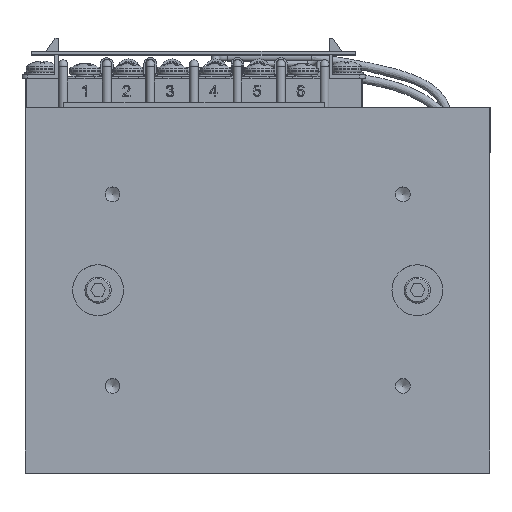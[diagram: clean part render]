
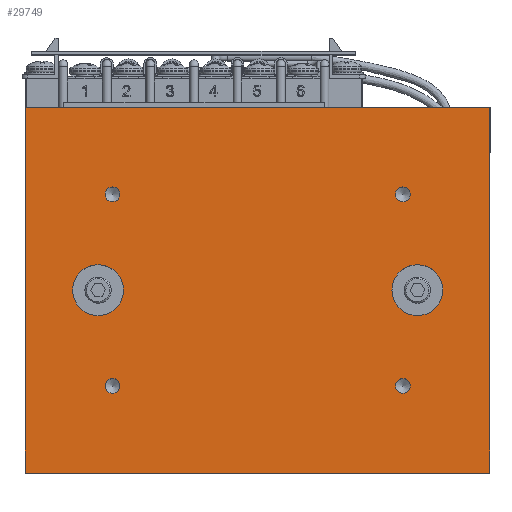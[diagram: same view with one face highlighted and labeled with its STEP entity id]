
A CAD part, top view. The second image highlights one B-rep face of the part: STEP entity #29749.
In plain terms, the highlighted planar face has unit normal (0, 0, 1).
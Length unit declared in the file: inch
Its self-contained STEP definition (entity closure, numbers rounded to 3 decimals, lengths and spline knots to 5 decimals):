
#5210=VECTOR('',#36425,1.);
#5211=VECTOR('',#36426,1.);
#5212=VECTOR('',#36427,1.);
#5213=VECTOR('',#36428,1.);
#7595=LINE('',#53155,#5210);
#7596=LINE('',#53158,#5211);
#7597=LINE('',#53160,#5212);
#7598=LINE('',#53162,#5213);
#8499=PLANE('',#31510);
#11091=VERTEX_POINT('',#53140);
#11094=VERTEX_POINT('',#53148);
#11097=VERTEX_POINT('',#53156);
#11098=VERTEX_POINT('',#53157);
#11099=VERTEX_POINT('',#53159);
#11100=VERTEX_POINT('',#53161);
#11101=VERTEX_POINT('',#53164);
#11102=VERTEX_POINT('',#53166);
#11103=VERTEX_POINT('',#53168);
#11104=VERTEX_POINT('',#53170);
#11899=CIRCLE('',#31501,0.219);
#11902=CIRCLE('',#31506,0.219);
#11905=CIRCLE('',#31511,0.06382);
#11906=CIRCLE('',#31512,0.06382);
#11907=CIRCLE('',#31513,0.06382);
#11908=CIRCLE('',#31514,0.06382);
#15813=EDGE_CURVE('',#11091,#11091,#11899,.T.);
#15816=EDGE_CURVE('',#11094,#11094,#11902,.T.);
#15819=EDGE_CURVE('',#11097,#11098,#7595,.T.);
#15820=EDGE_CURVE('',#11099,#11097,#7596,.T.);
#15821=EDGE_CURVE('',#11100,#11099,#7597,.T.);
#15822=EDGE_CURVE('',#11098,#11100,#7598,.T.);
#15823=EDGE_CURVE('',#11101,#11101,#11905,.T.);
#15824=EDGE_CURVE('',#11102,#11102,#11906,.T.);
#15825=EDGE_CURVE('',#11103,#11103,#11907,.T.);
#15826=EDGE_CURVE('',#11104,#11104,#11908,.T.);
#23776=ORIENTED_EDGE('',*,*,#15819,.F.);
#23777=ORIENTED_EDGE('',*,*,#15820,.F.);
#23778=ORIENTED_EDGE('',*,*,#15821,.F.);
#23779=ORIENTED_EDGE('',*,*,#15822,.F.);
#23780=ORIENTED_EDGE('',*,*,#15823,.T.);
#23781=ORIENTED_EDGE('',*,*,#15824,.T.);
#23782=ORIENTED_EDGE('',*,*,#15825,.T.);
#23783=ORIENTED_EDGE('',*,*,#15826,.T.);
#23784=ORIENTED_EDGE('',*,*,#15816,.T.);
#23785=ORIENTED_EDGE('',*,*,#15813,.T.);
#26161=EDGE_LOOP('',(#23776,#23777,#23778,#23779));
#26162=EDGE_LOOP('',(#23780));
#26163=EDGE_LOOP('',(#23781));
#26164=EDGE_LOOP('',(#23782));
#26165=EDGE_LOOP('',(#23783));
#26166=EDGE_LOOP('',(#23784));
#26167=EDGE_LOOP('',(#23785));
#28042=FACE_BOUND('',#26161,.T.);
#28043=FACE_BOUND('',#26162,.T.);
#28044=FACE_BOUND('',#26163,.T.);
#28045=FACE_BOUND('',#26164,.T.);
#28046=FACE_BOUND('',#26165,.T.);
#28047=FACE_BOUND('',#26166,.T.);
#28048=FACE_BOUND('',#26167,.T.);
#29749=ADVANCED_FACE('',(#28042,#28043,#28044,#28045,#28046,#28047,#28048),
#8499,.T.);
#31501=AXIS2_PLACEMENT_3D('',#53139,#36408,#36409);
#31506=AXIS2_PLACEMENT_3D('',#53147,#36417,#36418);
#31510=AXIS2_PLACEMENT_3D('',#53154,#36424,$);
#31511=AXIS2_PLACEMENT_3D('',#53163,#36429,#36430);
#31512=AXIS2_PLACEMENT_3D('',#53165,#36431,#36432);
#31513=AXIS2_PLACEMENT_3D('',#53167,#36433,#36434);
#31514=AXIS2_PLACEMENT_3D('',#53169,#36435,#36436);
#36408=DIRECTION('',(0.,0.,-1.));
#36409=DIRECTION('',(-0.219,0.,0.));
#36417=DIRECTION('',(0.,0.,-1.));
#36418=DIRECTION('',(-0.219,0.,0.));
#36424=DIRECTION('',(0.,0.,1.));
#36425=DIRECTION('',(-1.,0.,0.));
#36426=DIRECTION('',(0.,-1.,0.));
#36427=DIRECTION('',(1.,0.,0.));
#36428=DIRECTION('',(0.,1.,0.));
#36429=DIRECTION('',(0.,0.,-1.));
#36430=DIRECTION('',(0.,0.064,0.));
#36431=DIRECTION('',(0.,0.,-1.));
#36432=DIRECTION('',(0.,0.064,0.));
#36433=DIRECTION('',(0.,0.,-1.));
#36434=DIRECTION('',(0.,0.064,0.));
#36435=DIRECTION('',(0.,0.,-1.));
#36436=DIRECTION('',(0.,0.064,0.));
#53139=CARTESIAN_POINT('',(1.375,0.,0.49));
#53140=CARTESIAN_POINT('',(1.594,0.,0.49));
#53147=CARTESIAN_POINT('',(-1.375,0.,0.49));
#53148=CARTESIAN_POINT('',(-1.156,0.,0.49));
#53154=CARTESIAN_POINT('',(0.,0.,0.49));
#53155=CARTESIAN_POINT('',(2.,-1.575,0.49));
#53156=CARTESIAN_POINT('',(2.,-1.575,0.49));
#53157=CARTESIAN_POINT('',(-2.,-1.575,0.49));
#53158=CARTESIAN_POINT('',(2.,1.575,0.49));
#53159=CARTESIAN_POINT('',(2.,1.575,0.49));
#53160=CARTESIAN_POINT('',(-2.,1.575,0.49));
#53161=CARTESIAN_POINT('',(-2.,1.575,0.49));
#53162=CARTESIAN_POINT('',(-2.,-1.575,0.49));
#53163=CARTESIAN_POINT('',(-1.25,0.825,0.49));
#53164=CARTESIAN_POINT('',(-1.25,0.88882,0.49));
#53165=CARTESIAN_POINT('',(1.25,0.825,0.49));
#53166=CARTESIAN_POINT('',(1.25,0.88882,0.49));
#53167=CARTESIAN_POINT('',(1.25,-0.825,0.49));
#53168=CARTESIAN_POINT('',(1.25,-0.76118,0.49));
#53169=CARTESIAN_POINT('',(-1.25,-0.825,0.49));
#53170=CARTESIAN_POINT('',(-1.25,-0.76118,0.49));
